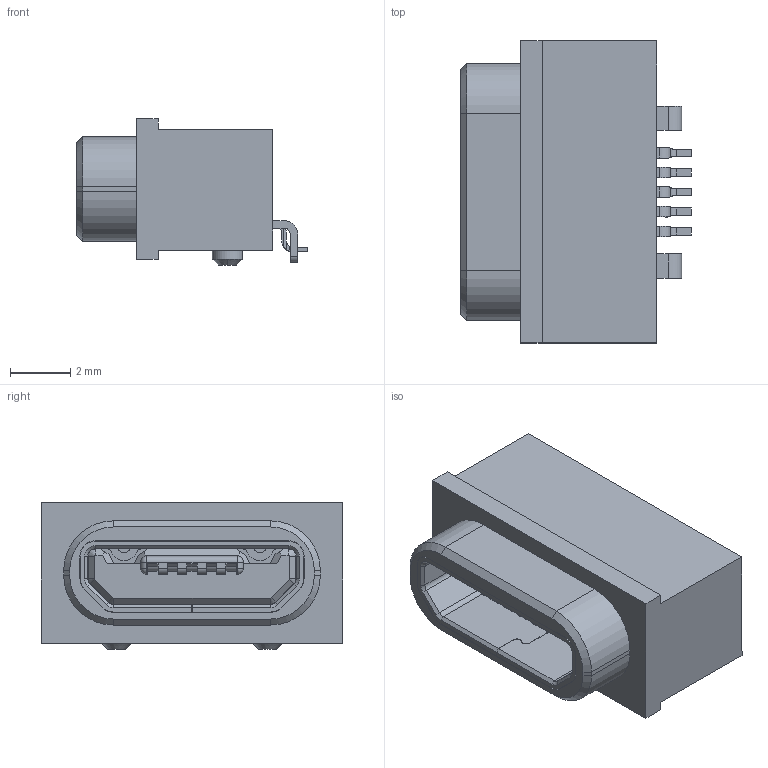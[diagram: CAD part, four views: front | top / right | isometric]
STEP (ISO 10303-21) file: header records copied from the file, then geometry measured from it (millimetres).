
FILE_DESCRIPTION (( 'STEP AP214' ), '1' );
FILE_NAME ('CUI_DEVICES_UJ2-MIBH-4-SMT-TR-67.step', '2019-10-22T13:52:30', ( '' ), ( '' ), 'SwSTEP 2.0', 'SolidWorks 2019', '' );
FILE_SCHEMA (( 'AUTOMOTIVE_DESIGN' ));
Length unit declared in the file: inch
Products named in the file (1): CUI_DEVICES_UJ2-MIBH-4-SMT-TR-67
Bounding box: 7.65 x 10 x 4.85 mm (x, y, z)
Volume: 196.9 mm3; surface area: 503.5 mm2
Topology: 1 solids, 1 shells, 472 faces, 1301 edges, 846 vertices
Faces by surface type: plane 314, cylinder 134, cone 20, sphere 4
Entity records: 17732 total; most frequent: CARTESIAN_POINT 2832, ORIENTED_EDGE 2594, DIRECTION 2455, EDGE_CURVE 1297, LINE 965, VECTOR 965, VERTEX_POINT 846, AXIS2_PLACEMENT_3D 745
